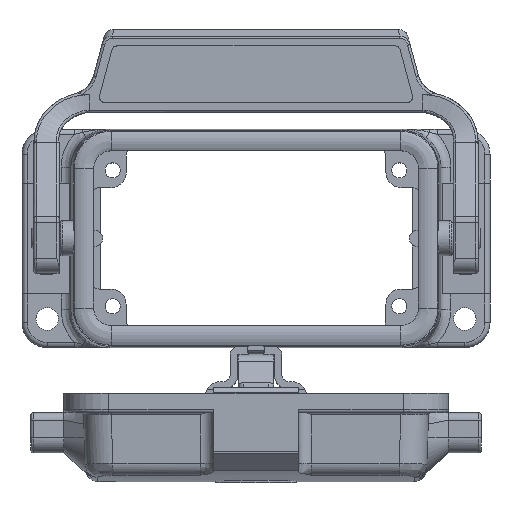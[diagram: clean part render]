
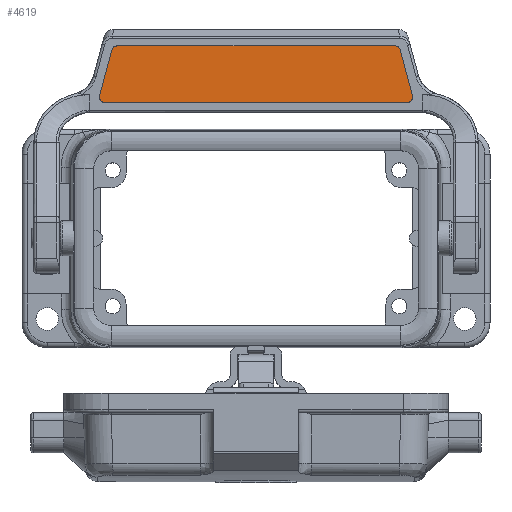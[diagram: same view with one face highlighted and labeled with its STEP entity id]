
A CAD part, top view. The second image highlights one B-rep face of the part: STEP entity #4619.
In plain terms, the highlighted planar face has unit normal (0, 0, 1).
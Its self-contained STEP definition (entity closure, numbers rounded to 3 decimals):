
#2862=PLANE('',#23607);
#3651=FACE_OUTER_BOUND('',#6141,.T.);
#4619=ADVANCED_FACE('',(#3651),#2862,.F.);
#6141=EDGE_LOOP('',(#10155,#10156,#10157,#10158,#10159,#10160,#10161,#10162));
#10155=ORIENTED_EDGE('',*,*,#14903,.F.);
#10156=ORIENTED_EDGE('',*,*,#14904,.F.);
#10157=ORIENTED_EDGE('',*,*,#14905,.F.);
#10158=ORIENTED_EDGE('',*,*,#14906,.T.);
#10159=ORIENTED_EDGE('',*,*,#14901,.F.);
#10160=ORIENTED_EDGE('',*,*,#14898,.F.);
#10161=ORIENTED_EDGE('',*,*,#14895,.F.);
#10162=ORIENTED_EDGE('',*,*,#14907,.F.);
#12620=VERTEX_POINT('',#38701);
#12621=VERTEX_POINT('',#38703);
#12623=VERTEX_POINT('',#38709);
#12625=VERTEX_POINT('',#38715);
#12626=VERTEX_POINT('',#38719);
#12627=VERTEX_POINT('',#38720);
#12628=VERTEX_POINT('',#38722);
#12629=VERTEX_POINT('',#38724);
#14895=EDGE_CURVE('',#12620,#12621,#16748,.T.);
#14898=EDGE_CURVE('',#12621,#12623,#19177,.T.);
#14901=EDGE_CURVE('',#12623,#12625,#16750,.T.);
#14903=EDGE_CURVE('',#12626,#12627,#16751,.T.);
#14904=EDGE_CURVE('',#12628,#12626,#19180,.T.);
#14905=EDGE_CURVE('',#12629,#12628,#16752,.T.);
#14906=EDGE_CURVE('',#12629,#12625,#19181,.T.);
#14907=EDGE_CURVE('',#12627,#12620,#19182,.T.);
#16748=CIRCLE('',#23599,1.);
#16750=CIRCLE('',#23603,1.);
#16751=CIRCLE('',#23605,1.);
#16752=CIRCLE('',#23606,1.);
#19177=LINE('',#38708,#20665);
#19180=LINE('',#38721,#20668);
#19181=LINE('',#38725,#20669);
#19182=LINE('',#38726,#20670);
#20665=VECTOR('',#27484,1.);
#20668=VECTOR('',#27497,1.);
#20669=VECTOR('',#27500,1.);
#20670=VECTOR('',#27501,1.);
#23599=AXIS2_PLACEMENT_3D('',#38702,#27478,#27479);
#23603=AXIS2_PLACEMENT_3D('',#38714,#27490,#27491);
#23605=AXIS2_PLACEMENT_3D('',#38718,#27495,#27496);
#23606=AXIS2_PLACEMENT_3D('',#38723,#27498,#27499);
#23607=AXIS2_PLACEMENT_3D('',#38727,#27502,#27503);
#27478=DIRECTION('',(0.,0.,-1.));
#27479=DIRECTION('',(0.,-1.,0.));
#27484=DIRECTION('',(0.259,0.966,0.));
#27490=DIRECTION('',(0.,0.,-1.));
#27491=DIRECTION('',(-0.966,0.259,0.));
#27495=DIRECTION('',(0.,0.,-1.));
#27496=DIRECTION('',(0.966,0.259,0.));
#27497=DIRECTION('',(0.259,-0.966,0.));
#27498=DIRECTION('',(0.,0.,-1.));
#27499=DIRECTION('',(0.,1.,0.));
#27500=DIRECTION('',(-1.,0.,0.));
#27501=DIRECTION('',(-1.,0.,0.));
#27502=DIRECTION('',(0.,0.,-1.));
#27503=DIRECTION('',(0.,-1.,0.));
#38701=CARTESIAN_POINT('',(-30.12,27.,19.05));
#38702=CARTESIAN_POINT('',(-30.12,28.,19.05));
#38703=CARTESIAN_POINT('',(-31.086,28.259,19.05));
#38708=CARTESIAN_POINT('',(-31.086,28.259,19.05));
#38709=CARTESIAN_POINT('',(-28.622,37.455,19.05));
#38714=CARTESIAN_POINT('',(-27.656,37.196,19.05));
#38715=CARTESIAN_POINT('',(-27.656,38.196,19.05));
#38718=CARTESIAN_POINT('',(30.12,28.,19.05));
#38719=CARTESIAN_POINT('',(31.086,28.259,19.05));
#38720=CARTESIAN_POINT('',(30.12,27.,19.05));
#38721=CARTESIAN_POINT('',(28.622,37.455,19.05));
#38722=CARTESIAN_POINT('',(28.622,37.455,19.05));
#38723=CARTESIAN_POINT('',(27.656,37.196,19.05));
#38724=CARTESIAN_POINT('',(27.656,38.196,19.05));
#38725=CARTESIAN_POINT('',(27.656,38.196,19.05));
#38726=CARTESIAN_POINT('',(30.12,27.,19.05));
#38727=CARTESIAN_POINT('',(33.954,38.576,19.05));
